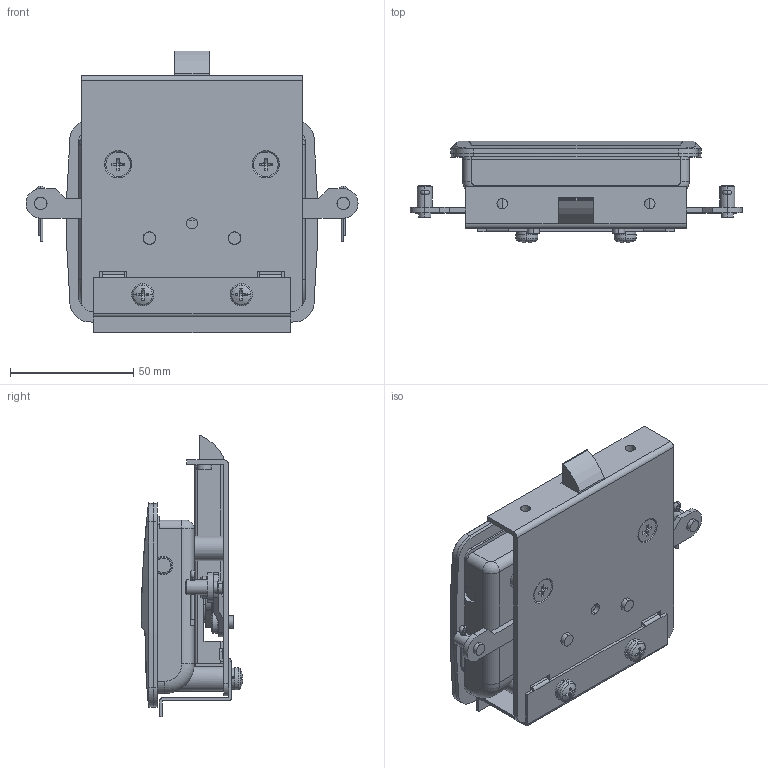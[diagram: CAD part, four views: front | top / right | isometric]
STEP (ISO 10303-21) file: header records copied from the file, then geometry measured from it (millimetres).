
FILE_DESCRIPTION (( 'STEP AP203' ), '1' );
FILE_NAME ('AP-151R-A-1-2-Black.STEP', '2021-05-18T04:48:42', ( '' ), ( '' ), 'SwSTEP 2.0', 'SolidWorks 2018', '' );
FILE_SCHEMA (( 'CONFIG_CONTROL_DESIGN' ));
Length unit declared in the file: millimetre
Products named in the file (20): AP-151R-A-1-2-Black_十字穴付皿小ねじ_内径基準ver1.02__M5x10十字穴付皿小ねじ(SUS); AP-151R-A-1-2-Black_リンクプレート用シャフト_; AP-151R-A-1-2-Black_押え板_; AP-151R-A-1-2-Black_ラッチシャフト_; AP-151R-A-1-2-Black_本体_; AP-151R-A-1-2-Black_パッキン_; AP-151R-A-1-2-Black; AP-151R-A-1-2-Black_十字穴付小ねじ_内径基準ver1.02__M5x10十字穴付なべ小ねじ(SUS)SWシングルセムス(P2); AP-151R-A-1-2-Black_儕儞僋僾儗乕僩C_; AP-151R-A-1-2-Black_儕儞僋僾儗乕僩A_; AP-151R-A-1-2-Black_リンクピン_; AP-151R-A-1-2-Black_僾儗乕僩Assy_; AP-151R-A-1-2-Black_ハンドル_; AP-151R-A-1-2-Black_ラッチ_; AP-151R-A-1-2-Black_儕儞僋僾儗乕僩B_; AP-151R-A-1-2-Black_ガイド_; AP-151R-A-1-2-Black_シャフト__カシメ; AP-151R-A-1-2-Black_プレート_; AP-151R-A-1-2-Black_割りピン_; AP-151R-A-1-2-Black_本体Assy_
Assembly tree (29 placements, depth 3):
  AP-151R-A-1-2-Black
    AP-151R-A-1-2-Black_本体Assy_
      AP-151R-A-1-2-Black_本体_
      AP-151R-A-1-2-Black_ハンドル_
      AP-151R-A-1-2-Black_シャフト__カシメ
      AP-151R-A-1-2-Black_パッキン_
    AP-151R-A-1-2-Black_僾儗乕僩Assy_
      AP-151R-A-1-2-Black_プレート_
      AP-151R-A-1-2-Black_ガイド_
      AP-151R-A-1-2-Black_儕儞僋僾儗乕僩A_
      AP-151R-A-1-2-Black_儕儞僋僾儗乕僩B_
      AP-151R-A-1-2-Black_リンクプレート用シャフト_  x4
      AP-151R-A-1-2-Black_儕儞僋僾儗乕僩C_  x2
      AP-151R-A-1-2-Black_リンクピン_  x2
      AP-151R-A-1-2-Black_割りピン_  x2
      AP-151R-A-1-2-Black_ラッチシャフト_
      AP-151R-A-1-2-Black_ラッチ_
    AP-151R-A-1-2-Black_押え板_
    AP-151R-A-1-2-Black_十字穴付皿小ねじ_内径基準ver1.02__M5x10十字穴付皿小ねじ(SUS)  x4
    AP-151R-A-1-2-Black_十字穴付小ねじ_内径基準ver1.02__M5x10十字穴付なべ小ねじ(SUS)SWシングルセムス(P2)  x2
Bounding box: 134.9 x 41.26 x 114.5 mm (x, y, z)
Volume: 98971.3 mm3; surface area: 95973.1 mm2
Topology: 27 solids, 27 shells, 861 faces, 2181 edges, 1413 vertices
Faces by surface type: plane 420, cylinder 322, cone 64, torus 29, bspline 22, sphere 4
Entity records: 23980 total; most frequent: CARTESIAN_POINT 5764, DIRECTION 3330, ORIENTED_EDGE 3278, EDGE_CURVE 1639, AXIS2_PLACEMENT_3D 1202, VERTEX_POINT 1063, LINE 926, VECTOR 926
